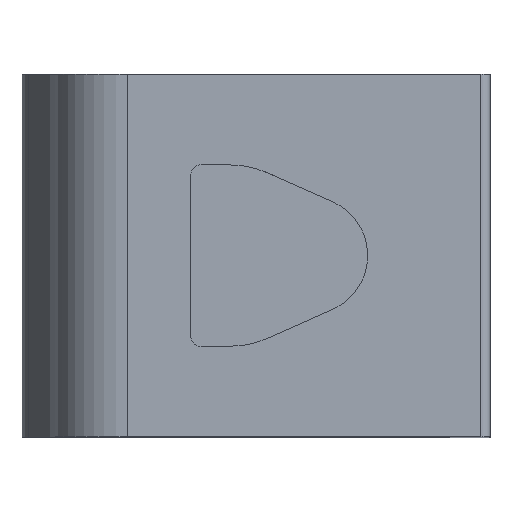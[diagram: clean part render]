
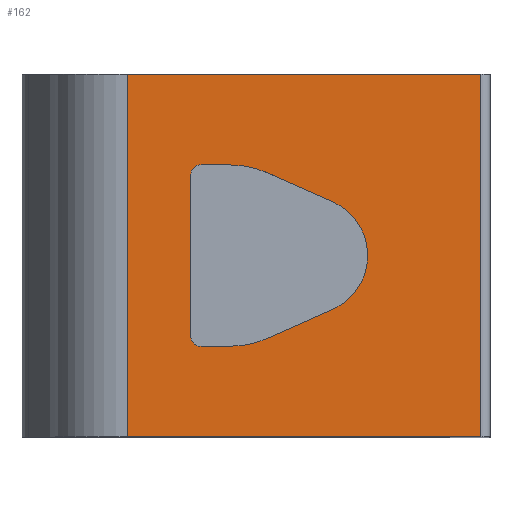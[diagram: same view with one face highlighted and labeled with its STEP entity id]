
A CAD part, top view. The second image highlights one B-rep face of the part: STEP entity #162.
In plain terms, the highlighted planar face has unit normal (0, 0, 1).
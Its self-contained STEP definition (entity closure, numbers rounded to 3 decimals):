
#22 = CARTESIAN_POINT ( 'NONE',  ( 19., 0., 21. ) ) ;
#27 = AXIS2_PLACEMENT_3D ( 'NONE', #76, #1502, #1064 ) ;
#34 = ORIENTED_EDGE ( 'NONE', *, *, #1932, .F. ) ;
#69 = VERTEX_POINT ( 'NONE', #1319 ) ;
#76 = CARTESIAN_POINT ( 'NONE',  ( 20., 40., 21. ) ) ;
#107 = AXIS2_PLACEMENT_3D ( 'NONE', #1254, #1256, #1236 ) ;
#110 = CARTESIAN_POINT ( 'NONE',  ( 0., 20., 21. ) ) ;
#126 = CARTESIAN_POINT ( 'NONE',  ( 6.5, 20., 21. ) ) ;
#142 = AXIS2_PLACEMENT_3D ( 'NONE', #1227, #838, #1643 ) ;
#153 = VERTEX_POINT ( 'NONE', #564 ) ;
#162 = ADVANCED_FACE ( 'NONE', ( #411, #1538 ), #964, .F. ) ;
#176 = ORIENTED_EDGE ( 'NONE', *, *, #683, .T. ) ;
#193 = EDGE_CURVE ( 'NONE', #2244, #69, #1555, .T. ) ;
#198 = ORIENTED_EDGE ( 'NONE', *, *, #1866, .T. ) ;
#201 = VERTEX_POINT ( 'NONE', #1883 ) ;
#236 = DIRECTION ( 'NONE',  ( -1., 0., 0. ) ) ;
#308 = DIRECTION ( 'NONE',  ( -1., 0., 0. ) ) ;
#311 = CIRCLE ( 'NONE', #1530, 6.5 ) ;
#317 = VERTEX_POINT ( 'NONE', #1945 ) ;
#324 = CARTESIAN_POINT ( 'NONE',  ( -13., 11., 21. ) ) ;
#366 = LINE ( 'NONE', #1260, #535 ) ;
#367 = CARTESIAN_POINT ( 'NONE',  ( 20., 0., 21. ) ) ;
#381 = VERTEX_POINT ( 'NONE', #1738 ) ;
#411 = FACE_BOUND ( 'NONE', #790, .T. ) ;
#422 = CARTESIAN_POINT ( 'NONE',  ( -20., 40., 21. ) ) ;
#432 = LINE ( 'NONE', #1656, #2658 ) ;
#449 = EDGE_CURVE ( 'NONE', #201, #718, #2438, .T. ) ;
#488 = DIRECTION ( 'NONE',  ( 1., 0., 0. ) ) ;
#517 = ORIENTED_EDGE ( 'NONE', *, *, #2618, .F. ) ;
#528 = CARTESIAN_POINT ( 'NONE',  ( -8.621, 30., 21. ) ) ;
#535 = VECTOR ( 'NONE', #2531, 1000. ) ;
#539 = VERTEX_POINT ( 'NONE', #1623 ) ;
#545 = LINE ( 'NONE', #367, #1181 ) ;
#546 = ORIENTED_EDGE ( 'NONE', *, *, #2249, .F. ) ;
#564 = CARTESIAN_POINT ( 'NONE',  ( 2.639, 14.06, 21. ) ) ;
#571 = VECTOR ( 'NONE', #1799, 1000. ) ;
#618 = VECTOR ( 'NONE', #2277, 1000. ) ;
#645 = ORIENTED_EDGE ( 'NONE', *, *, #1333, .F. ) ;
#667 = ORIENTED_EDGE ( 'NONE', *, *, #2348, .T. ) ;
#683 = EDGE_CURVE ( 'NONE', #2569, #539, #2014, .T. ) ;
#718 = VERTEX_POINT ( 'NONE', #324 ) ;
#725 = DIRECTION ( 'NONE',  ( 0., -1., 0. ) ) ;
#754 = CARTESIAN_POINT ( 'NONE',  ( 19., 40., 21. ) ) ;
#790 = EDGE_LOOP ( 'NONE', ( #1373, #2532, #1194, #1100, #34, #1999, #645, #546, #2644, #955, #1547 ) ) ;
#812 = CARTESIAN_POINT ( 'NONE',  ( -12., 29., 21. ) ) ;
#838 = DIRECTION ( 'NONE',  ( 0., 0., -1. ) ) ;
#851 = VECTOR ( 'NONE', #1774, 1000. ) ;
#870 = VERTEX_POINT ( 'NONE', #886 ) ;
#886 = CARTESIAN_POINT ( 'NONE',  ( 2.639, 25.94, 21. ) ) ;
#908 = CIRCLE ( 'NONE', #107, 10. ) ;
#928 = VECTOR ( 'NONE', #725, 1000. ) ;
#938 = AXIS2_PLACEMENT_3D ( 'NONE', #110, #1741, #308 ) ;
#955 = ORIENTED_EDGE ( 'NONE', *, *, #1828, .F. ) ;
#958 = EDGE_CURVE ( 'NONE', #2244, #718, #2642, .T. ) ;
#964 = PLANE ( 'NONE',  #27 ) ;
#974 = VERTEX_POINT ( 'NONE', #1772 ) ;
#1011 = VECTOR ( 'NONE', #488, 1000. ) ;
#1014 = DIRECTION ( 'NONE',  ( 0.914, 0.406, 0. ) ) ;
#1022 = VERTEX_POINT ( 'NONE', #2033 ) ;
#1064 = DIRECTION ( 'NONE',  ( -1., 0., 0. ) ) ;
#1093 = EDGE_CURVE ( 'NONE', #2280, #381, #2515, .T. ) ;
#1100 = ORIENTED_EDGE ( 'NONE', *, *, #2522, .T. ) ;
#1171 = CARTESIAN_POINT ( 'NONE',  ( -12., 11., 21. ) ) ;
#1177 = LINE ( 'NONE', #754, #571 ) ;
#1181 = VECTOR ( 'NONE', #1833, 1000. ) ;
#1191 = VERTEX_POINT ( 'NONE', #22 ) ;
#1194 = ORIENTED_EDGE ( 'NONE', *, *, #449, .F. ) ;
#1221 = VERTEX_POINT ( 'NONE', #126 ) ;
#1227 = CARTESIAN_POINT ( 'NONE',  ( -8.621, 20., 21. ) ) ;
#1236 = DIRECTION ( 'NONE',  ( -1., 0., 0. ) ) ;
#1254 = CARTESIAN_POINT ( 'NONE',  ( -8.621, 20., 21. ) ) ;
#1255 = EDGE_CURVE ( 'NONE', #1022, #69, #908, .T. ) ;
#1256 = DIRECTION ( 'NONE',  ( 0., 0., -1. ) ) ;
#1260 = CARTESIAN_POINT ( 'NONE',  ( 20., 40., 21. ) ) ;
#1264 = CARTESIAN_POINT ( 'NONE',  ( -20., 40., 21. ) ) ;
#1319 = CARTESIAN_POINT ( 'NONE',  ( -8.621, 10., 21. ) ) ;
#1333 = EDGE_CURVE ( 'NONE', #870, #381, #1415, .T. ) ;
#1368 = CIRCLE ( 'NONE', #2241, 1. ) ;
#1373 = ORIENTED_EDGE ( 'NONE', *, *, #193, .F. ) ;
#1413 = CARTESIAN_POINT ( 'NONE',  ( -6.5, 10., 21. ) ) ;
#1415 = LINE ( 'NONE', #2086, #618 ) ;
#1416 = AXIS2_PLACEMENT_3D ( 'NONE', #1171, #2430, #2189 ) ;
#1471 = DIRECTION ( 'NONE',  ( -1., 0., 0. ) ) ;
#1502 = DIRECTION ( 'NONE',  ( 0., 0., -1. ) ) ;
#1530 = AXIS2_PLACEMENT_3D ( 'NONE', #2039, #1624, #2660 ) ;
#1536 = CARTESIAN_POINT ( 'NONE',  ( -12., 10., 21. ) ) ;
#1538 = FACE_OUTER_BOUND ( 'NONE', #1795, .T. ) ;
#1547 = ORIENTED_EDGE ( 'NONE', *, *, #1255, .T. ) ;
#1555 = LINE ( 'NONE', #1898, #1011 ) ;
#1576 = CARTESIAN_POINT ( 'NONE',  ( -13., 10., 21. ) ) ;
#1590 = CIRCLE ( 'NONE', #938, 6.5 ) ;
#1623 = CARTESIAN_POINT ( 'NONE',  ( -20., 0., 21. ) ) ;
#1624 = DIRECTION ( 'NONE',  ( 0., 0., 1. ) ) ;
#1643 = DIRECTION ( 'NONE',  ( -1., 0., 0. ) ) ;
#1656 = CARTESIAN_POINT ( 'NONE',  ( -13., 30., 21. ) ) ;
#1738 = CARTESIAN_POINT ( 'NONE',  ( -4.561, 29.139, 21. ) ) ;
#1741 = DIRECTION ( 'NONE',  ( 0., 0., 1. ) ) ;
#1772 = CARTESIAN_POINT ( 'NONE',  ( 19., 40., 21. ) ) ;
#1774 = DIRECTION ( 'NONE',  ( 0., -1., 0. ) ) ;
#1790 = EDGE_CURVE ( 'NONE', #153, #1221, #311, .T. ) ;
#1795 = EDGE_LOOP ( 'NONE', ( #198, #667, #517, #176 ) ) ;
#1799 = DIRECTION ( 'NONE',  ( 0., 1., 0. ) ) ;
#1828 = EDGE_CURVE ( 'NONE', #1022, #153, #1947, .T. ) ;
#1833 = DIRECTION ( 'NONE',  ( 1., 0., 0. ) ) ;
#1866 = EDGE_CURVE ( 'NONE', #539, #1191, #545, .T. ) ;
#1883 = CARTESIAN_POINT ( 'NONE',  ( -13., 29., 21. ) ) ;
#1898 = CARTESIAN_POINT ( 'NONE',  ( -13., 10., 21. ) ) ;
#1932 = EDGE_CURVE ( 'NONE', #2280, #317, #432, .T. ) ;
#1945 = CARTESIAN_POINT ( 'NONE',  ( -12., 30., 21. ) ) ;
#1947 = LINE ( 'NONE', #1413, #2150 ) ;
#1999 = ORIENTED_EDGE ( 'NONE', *, *, #1093, .T. ) ;
#2014 = LINE ( 'NONE', #422, #928 ) ;
#2033 = CARTESIAN_POINT ( 'NONE',  ( -4.561, 10.861, 21. ) ) ;
#2039 = CARTESIAN_POINT ( 'NONE',  ( 0., 20., 21. ) ) ;
#2086 = CARTESIAN_POINT ( 'NONE',  ( -6.5, 30., 21. ) ) ;
#2150 = VECTOR ( 'NONE', #1014, 1000. ) ;
#2189 = DIRECTION ( 'NONE',  ( -1., 0., 0. ) ) ;
#2241 = AXIS2_PLACEMENT_3D ( 'NONE', #812, #2463, #236 ) ;
#2244 = VERTEX_POINT ( 'NONE', #1536 ) ;
#2249 = EDGE_CURVE ( 'NONE', #1221, #870, #1590, .T. ) ;
#2277 = DIRECTION ( 'NONE',  ( -0.914, 0.406, 0. ) ) ;
#2280 = VERTEX_POINT ( 'NONE', #528 ) ;
#2348 = EDGE_CURVE ( 'NONE', #1191, #974, #1177, .T. ) ;
#2430 = DIRECTION ( 'NONE',  ( 0., 0., -1. ) ) ;
#2438 = LINE ( 'NONE', #1576, #851 ) ;
#2463 = DIRECTION ( 'NONE',  ( 0., 0., -1. ) ) ;
#2515 = CIRCLE ( 'NONE', #142, 10. ) ;
#2522 = EDGE_CURVE ( 'NONE', #201, #317, #1368, .T. ) ;
#2531 = DIRECTION ( 'NONE',  ( 1., 0., 0. ) ) ;
#2532 = ORIENTED_EDGE ( 'NONE', *, *, #958, .T. ) ;
#2569 = VERTEX_POINT ( 'NONE', #1264 ) ;
#2618 = EDGE_CURVE ( 'NONE', #2569, #974, #366, .T. ) ;
#2642 = CIRCLE ( 'NONE', #1416, 1. ) ;
#2644 = ORIENTED_EDGE ( 'NONE', *, *, #1790, .F. ) ;
#2658 = VECTOR ( 'NONE', #1471, 1000. ) ;
#2660 = DIRECTION ( 'NONE',  ( -1., 0., 0. ) ) ;
